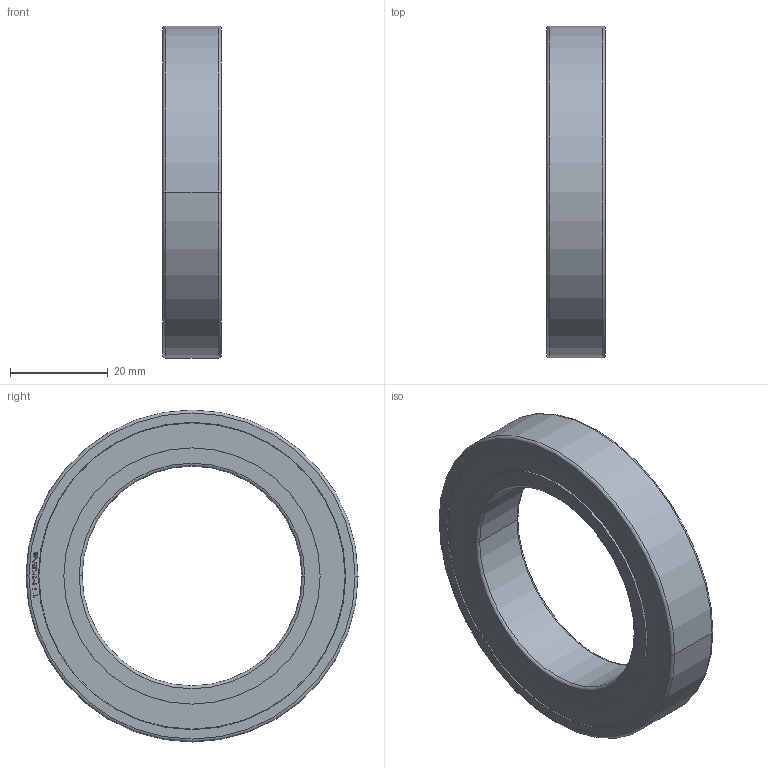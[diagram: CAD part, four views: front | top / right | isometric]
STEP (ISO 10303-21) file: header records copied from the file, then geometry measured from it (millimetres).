
FILE_DESCRIPTION(('starvars output'),'1');
FILE_NAME('61909-2RS.stp','19:01:13 2023/12/13',('TraceParts'),(' '),'Spatial InterOp 3D',' ',' ');
FILE_SCHEMA(('AUTOMOTIVE_DESIGN { 1 0 10303 214 3 1 1 }'));
Length unit declared in the file: millimetre
Products named in the file (1): 1
Bounding box: 12 x 68 x 68 mm (x, y, z)
Volume: 19249.5 mm3; surface area: 17959.6 mm2
Topology: 1 solids, 1 shells, 454 faces, 1480 edges, 996 vertices
Faces by surface type: plane 174, torus 128, sphere 112, cylinder 36, cone 4
Entity records: 25409 total; most frequent: CARTESIAN_POINT 9371, ORIENTED_EDGE 2960, DIRECTION 2162, EDGE_CURVE 1480, VERTEX_POINT 996, AXIS2_PLACEMENT_3D 843, B_SPLINE_CURVE_WITH_KNOTS 616, EDGE_LOOP 536
